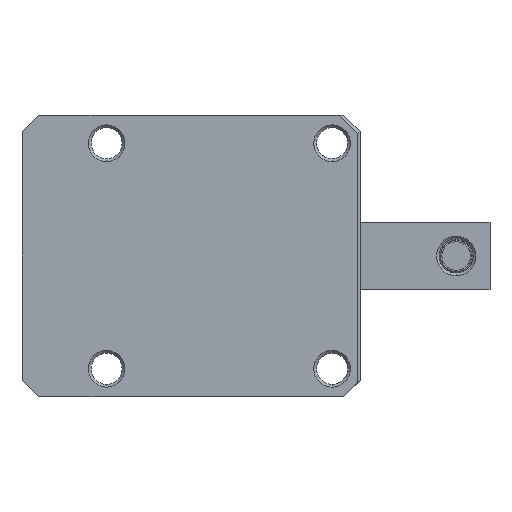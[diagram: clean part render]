
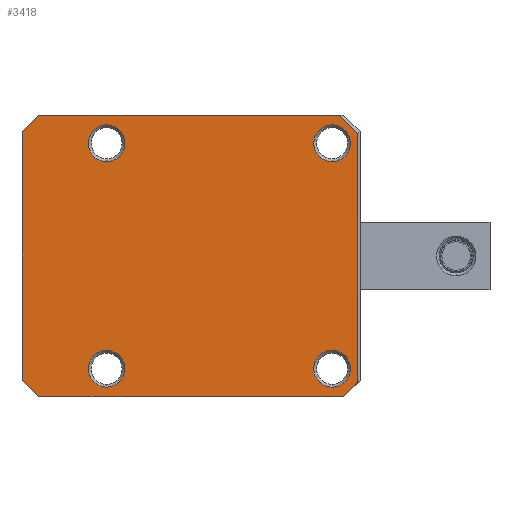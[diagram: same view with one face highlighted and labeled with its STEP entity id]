
A CAD part, front view. The second image highlights one B-rep face of the part: STEP entity #3418.
In plain terms, the highlighted planar face has unit normal (0, -1, 0).
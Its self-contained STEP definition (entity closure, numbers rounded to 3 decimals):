
#122 = ORIENTED_EDGE ( 'NONE', *, *, #8199, .F. ) ;
#131 = VECTOR ( 'NONE', #6186, 1000. ) ;
#195 = CARTESIAN_POINT ( 'NONE',  ( 451.833, 54.859, -20. ) ) ;
#300 = VECTOR ( 'NONE', #11822, 1000. ) ;
#403 = VERTEX_POINT ( 'NONE', #11469 ) ;
#528 = ORIENTED_EDGE ( 'NONE', *, *, #10014, .F. ) ;
#549 = VERTEX_POINT ( 'NONE', #3205 ) ;
#600 = AXIS2_PLACEMENT_3D ( 'NONE', #6747, #15563, #8028 ) ;
#738 = CARTESIAN_POINT ( 'NONE',  ( 453.833, 54.859, -25. ) ) ;
#982 = CARTESIAN_POINT ( 'NONE',  ( 451.833, 54.859, -23.25 ) ) ;
#1209 = EDGE_CURVE ( 'NONE', #13835, #11972, #3751, .T. ) ;
#1224 = CARTESIAN_POINT ( 'NONE',  ( 456.333, 54.859, 21.793 ) ) ;
#1424 = DIRECTION ( 'NONE',  ( 0., 0., -1. ) ) ;
#1428 = VERTEX_POINT ( 'NONE', #7472 ) ;
#1626 = AXIS2_PLACEMENT_3D ( 'NONE', #1750, #10553, #3008 ) ;
#1697 = EDGE_CURVE ( 'NONE', #8701, #8656, #3719, .T. ) ;
#1750 = CARTESIAN_POINT ( 'NONE',  ( 411.833, 54.859, -20. ) ) ;
#1872 = CARTESIAN_POINT ( 'NONE',  ( 399.833, 54.859, -25. ) ) ;
#2020 = AXIS2_PLACEMENT_3D ( 'NONE', #10150, #2612, #11441 ) ;
#2418 = LINE ( 'NONE', #6695, #300 ) ;
#2612 = DIRECTION ( 'NONE',  ( 0., -1., 0. ) ) ;
#2653 = FACE_BOUND ( 'NONE', #6248, .T. ) ;
#2671 = EDGE_LOOP ( 'NONE', ( #528, #11419 ) ) ;
#2769 = ORIENTED_EDGE ( 'NONE', *, *, #15026, .F. ) ;
#2795 = AXIS2_PLACEMENT_3D ( 'NONE', #3675, #12494, #4922 ) ;
#2826 = CIRCLE ( 'NONE', #600, 3.25 ) ;
#2911 = CARTESIAN_POINT ( 'NONE',  ( 399.833, 54.859, -25. ) ) ;
#2980 = AXIS2_PLACEMENT_3D ( 'NONE', #12262, #12102, #12009 ) ;
#3008 = DIRECTION ( 'NONE',  ( 0., 0., -1. ) ) ;
#3048 = FACE_BOUND ( 'NONE', #2671, .T. ) ;
#3205 = CARTESIAN_POINT ( 'NONE',  ( 396.833, 54.859, 22. ) ) ;
#3243 = DIRECTION ( 'NONE',  ( 0., -1., 0. ) ) ;
#3418 = ADVANCED_FACE ( 'NONE', ( #6332, #3048, #2653, #15596, #5558 ), #13019, .F. ) ;
#3427 = EDGE_LOOP ( 'NONE', ( #8420, #5178 ) ) ;
#3438 = EDGE_CURVE ( 'NONE', #8738, #403, #7120, .T. ) ;
#3642 = CARTESIAN_POINT ( 'NONE',  ( 411.833, 54.859, 16.75 ) ) ;
#3675 = CARTESIAN_POINT ( 'NONE',  ( 451.833, 54.859, -20. ) ) ;
#3719 = CIRCLE ( 'NONE', #9375, 3.25 ) ;
#3722 = VERTEX_POINT ( 'NONE', #738 ) ;
#3751 = CIRCLE ( 'NONE', #10886, 3.25 ) ;
#3833 = ORIENTED_EDGE ( 'NONE', *, *, #11078, .F. ) ;
#3933 = CARTESIAN_POINT ( 'NONE',  ( 411.833, 54.859, -16.75 ) ) ;
#4192 = CARTESIAN_POINT ( 'NONE',  ( 456.333, 54.859, -25. ) ) ;
#4313 = ORIENTED_EDGE ( 'NONE', *, *, #11497, .F. ) ;
#4512 = LINE ( 'NONE', #7246, #13115 ) ;
#4781 = ORIENTED_EDGE ( 'NONE', *, *, #1697, .F. ) ;
#4786 = ORIENTED_EDGE ( 'NONE', *, *, #15873, .F. ) ;
#4922 = DIRECTION ( 'NONE',  ( 0., 0., -1. ) ) ;
#5178 = ORIENTED_EDGE ( 'NONE', *, *, #15621, .F. ) ;
#5195 = CARTESIAN_POINT ( 'NONE',  ( 411.833, 54.859, 23.25 ) ) ;
#5294 = VERTEX_POINT ( 'NONE', #982 ) ;
#5367 = DIRECTION ( 'NONE',  ( 0., 0., -1. ) ) ;
#5428 = DIRECTION ( 'NONE',  ( 0., -1., 0. ) ) ;
#5485 = CARTESIAN_POINT ( 'NONE',  ( 451.833, 54.859, 20. ) ) ;
#5558 = FACE_BOUND ( 'NONE', #3427, .T. ) ;
#5609 = DIRECTION ( 'NONE',  ( -0.707, 0., 0.707 ) ) ;
#6070 = VECTOR ( 'NONE', #16088, 1000. ) ;
#6165 = CIRCLE ( 'NONE', #13555, 3.25 ) ;
#6186 = DIRECTION ( 'NONE',  ( 0., 0., 1. ) ) ;
#6248 = EDGE_LOOP ( 'NONE', ( #7435, #15462 ) ) ;
#6332 = FACE_OUTER_BOUND ( 'NONE', #8922, .T. ) ;
#6695 = CARTESIAN_POINT ( 'NONE',  ( 453.126, 54.859, 25. ) ) ;
#6747 = CARTESIAN_POINT ( 'NONE',  ( 411.833, 54.859, -20. ) ) ;
#6831 = CARTESIAN_POINT ( 'NONE',  ( 399.833, 54.859, 25. ) ) ;
#7086 = AXIS2_PLACEMENT_3D ( 'NONE', #195, #8920, #1424 ) ;
#7120 = LINE ( 'NONE', #11745, #10937 ) ;
#7246 = CARTESIAN_POINT ( 'NONE',  ( 453.833, 54.859, -25. ) ) ;
#7435 = ORIENTED_EDGE ( 'NONE', *, *, #11809, .F. ) ;
#7472 = CARTESIAN_POINT ( 'NONE',  ( 399.833, 54.859, -25. ) ) ;
#7705 = VERTEX_POINT ( 'NONE', #13411 ) ;
#7979 = ORIENTED_EDGE ( 'NONE', *, *, #16138, .T. ) ;
#8028 = DIRECTION ( 'NONE',  ( 0., 0., -1. ) ) ;
#8037 = CARTESIAN_POINT ( 'NONE',  ( 396.833, 54.859, -22. ) ) ;
#8199 = EDGE_CURVE ( 'NONE', #8656, #8701, #6165, .T. ) ;
#8412 = VECTOR ( 'NONE', #11776, 1000. ) ;
#8420 = ORIENTED_EDGE ( 'NONE', *, *, #1209, .F. ) ;
#8549 = VECTOR ( 'NONE', #10456, 1000. ) ;
#8584 = CARTESIAN_POINT ( 'NONE',  ( 396.833, 54.859, 22. ) ) ;
#8656 = VERTEX_POINT ( 'NONE', #14216 ) ;
#8701 = VERTEX_POINT ( 'NONE', #9329 ) ;
#8732 = CIRCLE ( 'NONE', #2020, 3.25 ) ;
#8738 = VERTEX_POINT ( 'NONE', #6831 ) ;
#8920 = DIRECTION ( 'NONE',  ( 0., -1., 0. ) ) ;
#8922 = EDGE_LOOP ( 'NONE', ( #2769, #14458, #3833, #9394, #7979, #4786, #4313, #11449 ) ) ;
#9329 = CARTESIAN_POINT ( 'NONE',  ( 451.833, 54.859, 16.75 ) ) ;
#9375 = AXIS2_PLACEMENT_3D ( 'NONE', #5485, #5428, #5367 ) ;
#9394 = ORIENTED_EDGE ( 'NONE', *, *, #14075, .T. ) ;
#9455 = LINE ( 'NONE', #2911, #8549 ) ;
#10014 = EDGE_CURVE ( 'NONE', #14287, #13350, #15085, .T. ) ;
#10150 = CARTESIAN_POINT ( 'NONE',  ( 411.833, 54.859, 20. ) ) ;
#10297 = LINE ( 'NONE', #1872, #10696 ) ;
#10456 = DIRECTION ( 'NONE',  ( 1., 0., 0. ) ) ;
#10553 = DIRECTION ( 'NONE',  ( 0., -1., 0. ) ) ;
#10696 = VECTOR ( 'NONE', #5609, 1000. ) ;
#10825 = CARTESIAN_POINT ( 'NONE',  ( 451.833, 54.859, 20. ) ) ;
#10886 = AXIS2_PLACEMENT_3D ( 'NONE', #14071, #15667, #13960 ) ;
#10937 = VECTOR ( 'NONE', #11780, 1000. ) ;
#11078 = EDGE_CURVE ( 'NONE', #1428, #15910, #10297, .T. ) ;
#11343 = CIRCLE ( 'NONE', #7086, 3.25 ) ;
#11419 = ORIENTED_EDGE ( 'NONE', *, *, #11514, .F. ) ;
#11441 = DIRECTION ( 'NONE',  ( 0., 0., -1. ) ) ;
#11449 = ORIENTED_EDGE ( 'NONE', *, *, #3438, .F. ) ;
#11469 = CARTESIAN_POINT ( 'NONE',  ( 453.126, 54.859, 25. ) ) ;
#11497 = EDGE_CURVE ( 'NONE', #403, #13260, #2418, .T. ) ;
#11514 = EDGE_CURVE ( 'NONE', #13350, #14287, #2826, .T. ) ;
#11745 = CARTESIAN_POINT ( 'NONE',  ( 456.333, 54.859, 25. ) ) ;
#11766 = LINE ( 'NONE', #4192, #8412 ) ;
#11776 = DIRECTION ( 'NONE',  ( 0., 0., -1. ) ) ;
#11780 = DIRECTION ( 'NONE',  ( 1., 0., 0. ) ) ;
#11809 = EDGE_CURVE ( 'NONE', #5294, #15177, #11899, .T. ) ;
#11822 = DIRECTION ( 'NONE',  ( 0.707, 0., -0.707 ) ) ;
#11827 = EDGE_CURVE ( 'NONE', #15910, #549, #15961, .T. ) ;
#11899 = CIRCLE ( 'NONE', #2795, 3.25 ) ;
#11972 = VERTEX_POINT ( 'NONE', #5195 ) ;
#12009 = DIRECTION ( 'NONE',  ( 0., 0., 1. ) ) ;
#12072 = DIRECTION ( 'NONE',  ( 0., 0., -1. ) ) ;
#12102 = DIRECTION ( 'NONE',  ( 0., 1., 0. ) ) ;
#12262 = CARTESIAN_POINT ( 'NONE',  ( 456.333, 54.859, -25. ) ) ;
#12494 = DIRECTION ( 'NONE',  ( 0., -1., 0. ) ) ;
#13019 = PLANE ( 'NONE',  #2980 ) ;
#13024 = EDGE_CURVE ( 'NONE', #15177, #5294, #11343, .T. ) ;
#13115 = VECTOR ( 'NONE', #14765, 1000. ) ;
#13260 = VERTEX_POINT ( 'NONE', #1224 ) ;
#13342 = LINE ( 'NONE', #8584, #6070 ) ;
#13350 = VERTEX_POINT ( 'NONE', #3933 ) ;
#13411 = CARTESIAN_POINT ( 'NONE',  ( 456.333, 54.859, -22.5 ) ) ;
#13555 = AXIS2_PLACEMENT_3D ( 'NONE', #10825, #3243, #12072 ) ;
#13740 = CARTESIAN_POINT ( 'NONE',  ( 396.833, 54.859, -25. ) ) ;
#13835 = VERTEX_POINT ( 'NONE', #3642 ) ;
#13929 = CARTESIAN_POINT ( 'NONE',  ( 451.833, 54.859, -16.75 ) ) ;
#13960 = DIRECTION ( 'NONE',  ( 0., 0., -1. ) ) ;
#14071 = CARTESIAN_POINT ( 'NONE',  ( 411.833, 54.859, 20. ) ) ;
#14075 = EDGE_CURVE ( 'NONE', #1428, #3722, #9455, .T. ) ;
#14216 = CARTESIAN_POINT ( 'NONE',  ( 451.833, 54.859, 23.25 ) ) ;
#14287 = VERTEX_POINT ( 'NONE', #15968 ) ;
#14458 = ORIENTED_EDGE ( 'NONE', *, *, #11827, .F. ) ;
#14765 = DIRECTION ( 'NONE',  ( 0.707, 0., 0.707 ) ) ;
#15026 = EDGE_CURVE ( 'NONE', #549, #8738, #13342, .T. ) ;
#15085 = CIRCLE ( 'NONE', #1626, 3.25 ) ;
#15177 = VERTEX_POINT ( 'NONE', #13929 ) ;
#15462 = ORIENTED_EDGE ( 'NONE', *, *, #13024, .F. ) ;
#15563 = DIRECTION ( 'NONE',  ( 0., -1., 0. ) ) ;
#15596 = FACE_BOUND ( 'NONE', #15936, .T. ) ;
#15621 = EDGE_CURVE ( 'NONE', #11972, #13835, #8732, .T. ) ;
#15667 = DIRECTION ( 'NONE',  ( 0., -1., 0. ) ) ;
#15873 = EDGE_CURVE ( 'NONE', #13260, #7705, #11766, .T. ) ;
#15910 = VERTEX_POINT ( 'NONE', #8037 ) ;
#15936 = EDGE_LOOP ( 'NONE', ( #4781, #122 ) ) ;
#15961 = LINE ( 'NONE', #13740, #131 ) ;
#15968 = CARTESIAN_POINT ( 'NONE',  ( 411.833, 54.859, -23.25 ) ) ;
#16088 = DIRECTION ( 'NONE',  ( 0.707, 0., 0.707 ) ) ;
#16138 = EDGE_CURVE ( 'NONE', #3722, #7705, #4512, .T. ) ;
